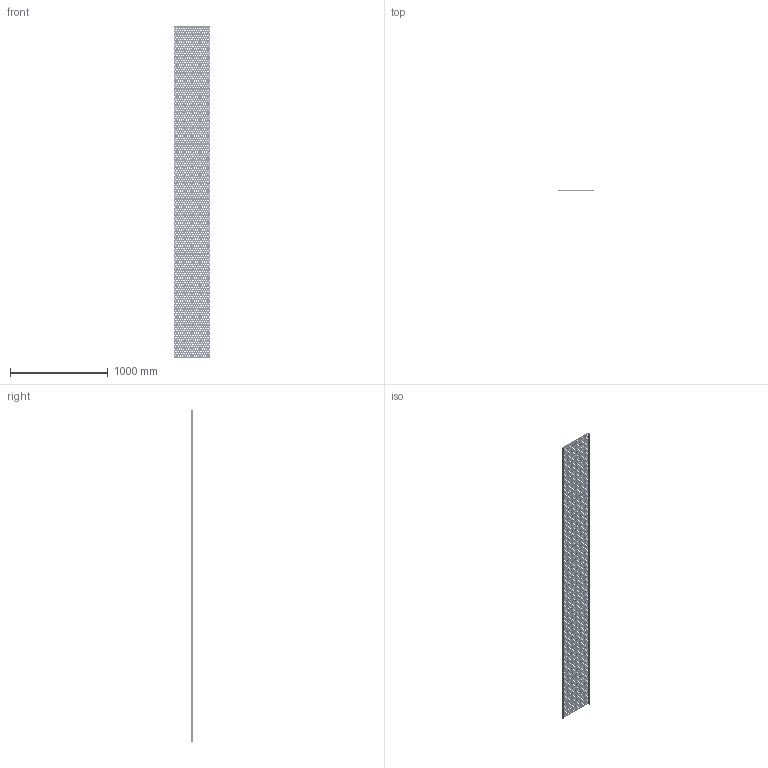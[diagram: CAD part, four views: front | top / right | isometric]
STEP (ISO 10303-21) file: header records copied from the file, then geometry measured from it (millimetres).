
FILE_DESCRIPTION((''),'2;1');
FILE_NAME('punching panel_white.stp','2013-06-05T07:32:18',('toyaor1'),(''),'Autodesk Inventor 2011','Autodesk Inventor 2011','');
FILE_SCHEMA(('CONFIG_CONTROL_DESIGN'));
Length unit declared in the file: millimetre
Products named in the file (1): punching panel_white
Bounding box: 377.5 x 27.5 x 3405 mm (x, y, z)
Volume: 5711770.1 mm3; surface area: 2778765.3 mm2
Topology: 1 solids, 1 shells, 2242 faces, 6720 edges, 4480 vertices
Faces by surface type: cylinder 2232, plane 10
Full cylindrical faces by diameter (mm): 13 x2232
Entity records: 76202 total; most frequent: DIRECTION 13438, CARTESIAN_POINT 11211, ORIENTED_EDGE 8976, EDGE_LOOP 8938, AXIS2_PLACEMENT_3D 6707, FACE_BOUND 6696, EDGE_CURVE 4488, VERTEX_POINT 4480
